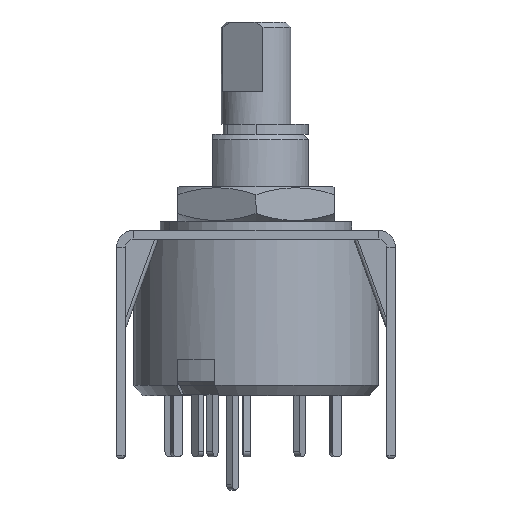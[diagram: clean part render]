
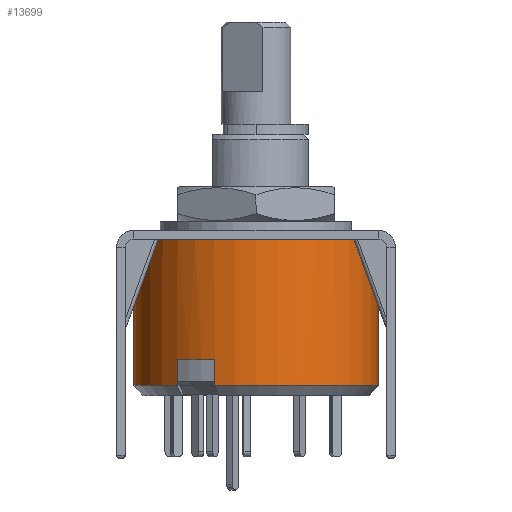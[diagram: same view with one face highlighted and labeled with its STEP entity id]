
A CAD part, front view. The second image highlights one B-rep face of the part: STEP entity #13699.
In plain terms, the highlighted cylindrical face has radius 7 mm (diameter 14 mm), a partial arc.
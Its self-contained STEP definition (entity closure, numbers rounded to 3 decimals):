
#21 = DIRECTION ( 'NONE',  ( 1., 0., 0. ) ) ;
#114 = VERTEX_POINT ( 'NONE', #3055 ) ;
#284 = DIRECTION ( 'NONE',  ( 0., 0., 1. ) ) ;
#400 = CARTESIAN_POINT ( 'NONE',  ( 0., 0., 9. ) ) ;
#411 = CYLINDRICAL_SURFACE ( 'NONE', #673, 7. ) ;
#673 = AXIS2_PLACEMENT_3D ( 'NONE', #400, #1652, #7694 ) ;
#872 = CARTESIAN_POINT ( 'NONE',  ( 7., 0., -7.4 ) ) ;
#1525 = DIRECTION ( 'NONE',  ( 0., 0., -1. ) ) ;
#1652 = DIRECTION ( 'NONE',  ( 0., 0., -1. ) ) ;
#1713 = EDGE_CURVE ( 'NONE', #114, #9498, #2386, .T. ) ;
#2024 = AXIS2_PLACEMENT_3D ( 'NONE', #4084, #15074, #11439 ) ;
#2319 = EDGE_CURVE ( 'NONE', #5711, #9439, #6070, .T. ) ;
#2332 = AXIS2_PLACEMENT_3D ( 'NONE', #6225, #7341, #21 ) ;
#2384 = DIRECTION ( 'NONE',  ( 0., 0., -1. ) ) ;
#2386 = LINE ( 'NONE', #12656, #14976 ) ;
#3051 = ORIENTED_EDGE ( 'NONE', *, *, #13216, .T. ) ;
#3055 = CARTESIAN_POINT ( 'NONE',  ( 7., 0., 0.95 ) ) ;
#3275 = EDGE_CURVE ( 'NONE', #5329, #9439, #3970, .T. ) ;
#3587 = CARTESIAN_POINT ( 'NONE',  ( -4.526, -5.34, -5.9 ) ) ;
#3768 = EDGE_CURVE ( 'NONE', #9498, #4491, #6992, .T. ) ;
#3890 = ORIENTED_EDGE ( 'NONE', *, *, #8962, .T. ) ;
#3970 = CIRCLE ( 'NONE', #2332, 7. ) ;
#4084 = CARTESIAN_POINT ( 'NONE',  ( 0., 0., -5.9 ) ) ;
#4209 = AXIS2_PLACEMENT_3D ( 'NONE', #13138, #4683, #5942 ) ;
#4300 = CARTESIAN_POINT ( 'NONE',  ( -7., 0., 0.95 ) ) ;
#4491 = VERTEX_POINT ( 'NONE', #14650 ) ;
#4683 = DIRECTION ( 'NONE',  ( 0., 0., -1. ) ) ;
#4701 = EDGE_LOOP ( 'NONE', ( #12679, #3890, #7523, #7305, #13963, #3051, #4720, #10339 ) ) ;
#4720 = ORIENTED_EDGE ( 'NONE', *, *, #6229, .T. ) ;
#4991 = VECTOR ( 'NONE', #1525, 1000. ) ;
#5329 = VERTEX_POINT ( 'NONE', #15000 ) ;
#5397 = DIRECTION ( 'NONE',  ( 0., 0., -1. ) ) ;
#5635 = VECTOR ( 'NONE', #284, 1000. ) ;
#5711 = VERTEX_POINT ( 'NONE', #4300 ) ;
#5787 = DIRECTION ( 'NONE',  ( 1., 0., 0. ) ) ;
#5942 = DIRECTION ( 'NONE',  ( -1., 0., 0. ) ) ;
#6070 = LINE ( 'NONE', #9500, #11225 ) ;
#6225 = CARTESIAN_POINT ( 'NONE',  ( 0., 0., -7.4 ) ) ;
#6229 = EDGE_CURVE ( 'NONE', #6645, #4491, #8216, .T. ) ;
#6645 = VERTEX_POINT ( 'NONE', #8470 ) ;
#6992 = CIRCLE ( 'NONE', #7930, 7. ) ;
#7131 = CARTESIAN_POINT ( 'NONE',  ( -4.526, -5.34, 9. ) ) ;
#7305 = ORIENTED_EDGE ( 'NONE', *, *, #3275, .F. ) ;
#7341 = DIRECTION ( 'NONE',  ( 0., 0., -1. ) ) ;
#7523 = ORIENTED_EDGE ( 'NONE', *, *, #2319, .T. ) ;
#7694 = DIRECTION ( 'NONE',  ( -1., 0., 0. ) ) ;
#7930 = AXIS2_PLACEMENT_3D ( 'NONE', #9668, #2384, #5787 ) ;
#8216 = LINE ( 'NONE', #13573, #4991 ) ;
#8470 = CARTESIAN_POINT ( 'NONE',  ( -2.361, -6.59, -5.9 ) ) ;
#8962 = EDGE_CURVE ( 'NONE', #114, #5711, #11984, .T. ) ;
#8978 = FACE_OUTER_BOUND ( 'NONE', #4701, .T. ) ;
#9439 = VERTEX_POINT ( 'NONE', #11638 ) ;
#9498 = VERTEX_POINT ( 'NONE', #872 ) ;
#9500 = CARTESIAN_POINT ( 'NONE',  ( -7., 0., 9. ) ) ;
#9668 = CARTESIAN_POINT ( 'NONE',  ( 0., 0., -7.4 ) ) ;
#10339 = ORIENTED_EDGE ( 'NONE', *, *, #3768, .F. ) ;
#11110 = VERTEX_POINT ( 'NONE', #3587 ) ;
#11155 = EDGE_CURVE ( 'NONE', #5329, #11110, #14801, .T. ) ;
#11225 = VECTOR ( 'NONE', #14371, 1000. ) ;
#11439 = DIRECTION ( 'NONE',  ( -1., 0., 0. ) ) ;
#11638 = CARTESIAN_POINT ( 'NONE',  ( -7., 0., -7.4 ) ) ;
#11984 = CIRCLE ( 'NONE', #4209, 7. ) ;
#12656 = CARTESIAN_POINT ( 'NONE',  ( 7., 0., 9. ) ) ;
#12679 = ORIENTED_EDGE ( 'NONE', *, *, #1713, .F. ) ;
#13138 = CARTESIAN_POINT ( 'NONE',  ( 0., 0., 0.95 ) ) ;
#13216 = EDGE_CURVE ( 'NONE', #11110, #6645, #13419, .T. ) ;
#13419 = CIRCLE ( 'NONE', #2024, 7. ) ;
#13573 = CARTESIAN_POINT ( 'NONE',  ( -2.361, -6.59, 9. ) ) ;
#13699 = ADVANCED_FACE ( 'NONE', ( #8978 ), #411, .T. ) ;
#13963 = ORIENTED_EDGE ( 'NONE', *, *, #11155, .T. ) ;
#14371 = DIRECTION ( 'NONE',  ( 0., 0., -1. ) ) ;
#14650 = CARTESIAN_POINT ( 'NONE',  ( -2.361, -6.59, -7.4 ) ) ;
#14801 = LINE ( 'NONE', #7131, #5635 ) ;
#14976 = VECTOR ( 'NONE', #5397, 1000. ) ;
#15000 = CARTESIAN_POINT ( 'NONE',  ( -4.526, -5.34, -7.4 ) ) ;
#15074 = DIRECTION ( 'NONE',  ( 0., 0., 1. ) ) ;
